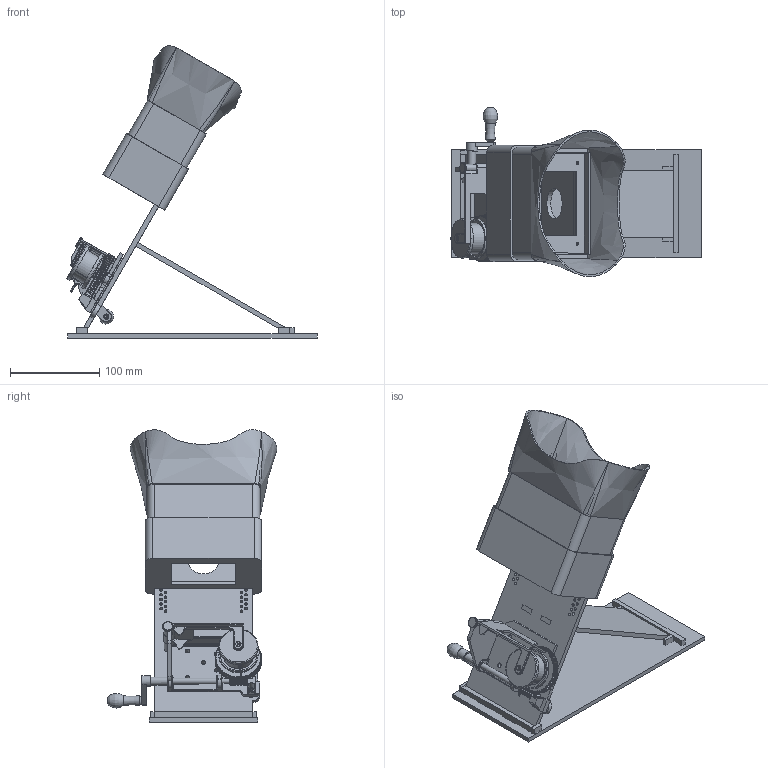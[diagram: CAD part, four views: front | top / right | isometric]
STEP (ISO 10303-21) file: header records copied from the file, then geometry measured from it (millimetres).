
FILE_DESCRIPTION(/* description */ (''),/* implementation_level */ '2;1');
FILE_NAME(/* name */ 'Viewer_Full_v1.stp',/* time_stamp */ '2022-02-22T09:53:22+01:00',/* author */ ('claude.wolf'),/* organization */ (''),/* preprocessor_version */ 'ST-DEVELOPER v18.1',/* originating_system */ 'Autodesk Inventor 2022',/* authorisation */ '');
FILE_SCHEMA (('AUTOMOTIVE_DESIGN { 1 0 10303 214 3 1 1 }'));
Length unit declared in the file: millimetre
Products named in the file (23): Viewer_Full_v1; Plate_Base; Plate_Support; Plate_Support_Reel_Optiv1; Plate_Support_Spacers; UpperReel_Opt; Fixation_inch; Worm_gear_v1; Worm; Worm Gear; Spacer; Handle; Lever_new; Reel_part_v0&v1; Core_v1; Bottom_cover_v1; Top_cover_v1; Lens_low; Lens_high; Plate_Side90; Plate_StopFront; Lens_headset; Axial_stopper
Assembly tree (26 placements, depth 3):
  Viewer_Full_v1
    Plate_Base
    Plate_StopFront  x2
    Plate_Support
    Plate_Support_Reel_Optiv1
      Plate_Support_Spacers
      UpperReel_Opt
      Fixation_inch
    Worm_gear_v1
      Worm
      Worm Gear
      Spacer
      Handle
      Lever_new
    Reel_part_v0&v1
      Core_v1
      Bottom_cover_v1
      Top_cover_v1
    Lens_low
    Lens_high
    Plate_Side90
    Lens_headset
    Axial_stopper  x4
Bounding box: 279.89 x 189.94 x 327.27 mm (x, y, z)
Volume: 638389.9 mm3; surface area: 399171.1 mm2
Topology: 24 solids, 24 shells, 1256 faces, 3391 edges, 2214 vertices
Faces by surface type: plane 453, cylinder 434, cone 225, torus 110, bspline 24, sphere 10
Full cylindrical faces by diameter (mm): 2.4 x6, 3 x42, 3.4 x11, 3.5 x1, 3.6 x2, 4.5 x19, 4.8 x1, 5.2 x1, 5.3 x1, 5.5 x3, 5.6 x5, 5.8 x2, 5.89 x1, 6 x6, 6.2 x2, 6.6 x1, 7 x2, 8.5 x1, 9 x2, 9.1 x1, 10 x18, 12 x2, 12.5 x1, 15 x1, 29.9 x2, 30 x1, 34 x1, 34.3 x2, 41.2 x2, 44 x2
Entity records: 43985 total; most frequent: CARTESIAN_POINT 12905, ORIENTED_EDGE 6522, DIRECTION 6097, EDGE_CURVE 3261, AXIS2_PLACEMENT_3D 2425, VERTEX_POINT 2134, EDGE_LOOP 1465, LINE 1247
